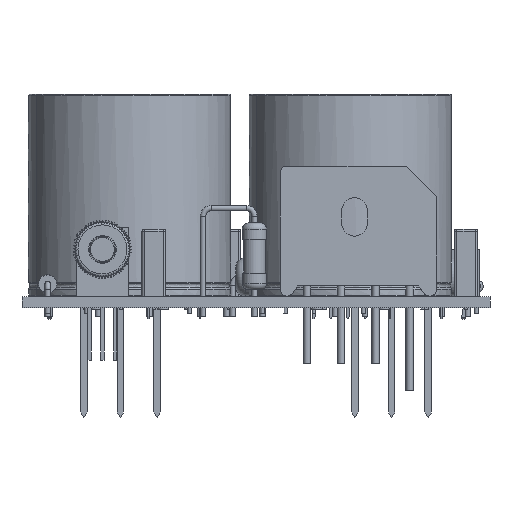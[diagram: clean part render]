
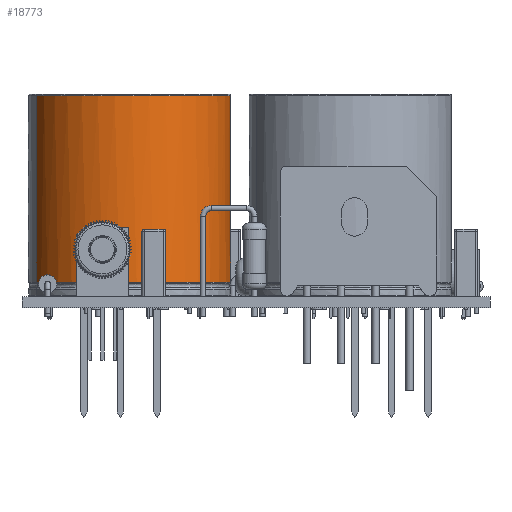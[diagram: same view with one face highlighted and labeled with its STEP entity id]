
A CAD part, front view. The second image highlights one B-rep face of the part: STEP entity #18773.
In plain terms, the highlighted cylindrical face has radius 15 mm (diameter 30 mm), a partial arc.
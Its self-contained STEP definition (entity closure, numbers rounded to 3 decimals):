
#18384 = VERTEX_POINT('',#18385);
#18385 = CARTESIAN_POINT('',(18.858,-5.74,
    2.135));
#18398 = EDGE_CURVE('',#18384,#18399,#18401,.T.);
#18399 = VERTEX_POINT('',#18400);
#18400 = CARTESIAN_POINT('',(18.858,5.74,
    2.135));
#18401 = B_SPLINE_CURVE_WITH_KNOTS('',13,(#18402,#18403,#18404,#18405,
    #18406,#18407,#18408,#18409,#18410,#18411,#18412,#18413,#18414,
    #18415,#18416,#18417,#18418,#18419,#18420,#18421,#18422,#18423,
    #18424,#18425,#18426,#18427,#18428,#18429,#18430,#18431,#18432,
    #18433,#18434,#18435,#18436,#18437,#18438,#18439),.UNSPECIFIED.,.F.,
  .F.,(14,12,12,14),(-3.514,0.,82.467,
    85.981),.UNSPECIFIED.);
#18402 = CARTESIAN_POINT('',(20.203,-2.494,
    2.135));
#18403 = CARTESIAN_POINT('',(20.099,-2.745,
    2.135));
#18404 = CARTESIAN_POINT('',(19.995,-2.997,
    2.135));
#18405 = CARTESIAN_POINT('',(19.891,-3.247,
    2.135));
#18406 = CARTESIAN_POINT('',(19.787,-3.498,
    2.135));
#18407 = CARTESIAN_POINT('',(19.683,-3.748,
    2.135));
#18408 = CARTESIAN_POINT('',(19.58,-3.998,
    2.135));
#18409 = CARTESIAN_POINT('',(19.476,-4.248,
    2.135));
#18410 = CARTESIAN_POINT('',(19.373,-4.497,2.135
    ));
#18411 = CARTESIAN_POINT('',(19.27,-4.747,
    2.135));
#18412 = CARTESIAN_POINT('',(19.167,-4.995,
    2.135));
#18413 = CARTESIAN_POINT('',(19.064,-5.244,
    2.135));
#18414 = CARTESIAN_POINT('',(18.961,-5.492,
    2.135));
#18415 = CARTESIAN_POINT('',(16.447,-11.56,
    2.135));
#18416 = CARTESIAN_POINT('',(11.354,-16.367,
    2.135));
#18417 = CARTESIAN_POINT('',(4.044,-18.693,
    2.135));
#18418 = CARTESIAN_POINT('',(-4.079,-17.394,
    2.135));
#18419 = CARTESIAN_POINT('',(-10.934,-12.415,
    2.135));
#18420 = CARTESIAN_POINT('',(-15.295,-4.727,
    2.135));
#18421 = CARTESIAN_POINT('',(-15.295,4.727,
    2.135));
#18422 = CARTESIAN_POINT('',(-10.934,12.415,
    2.135));
#18423 = CARTESIAN_POINT('',(-4.079,17.394,
    2.135));
#18424 = CARTESIAN_POINT('',(4.044,18.693,
    2.135));
#18425 = CARTESIAN_POINT('',(11.354,16.367,
    2.135));
#18426 = CARTESIAN_POINT('',(16.447,11.56,
    2.135));
#18427 = CARTESIAN_POINT('',(18.961,5.492,
    2.135));
#18428 = CARTESIAN_POINT('',(19.064,5.244,
    2.135));
#18429 = CARTESIAN_POINT('',(19.167,4.995,
    2.135));
#18430 = CARTESIAN_POINT('',(19.27,4.747,
    2.135));
#18431 = CARTESIAN_POINT('',(19.373,4.497,
    2.135));
#18432 = CARTESIAN_POINT('',(19.476,4.248,
    2.135));
#18433 = CARTESIAN_POINT('',(19.58,3.998,
    2.135));
#18434 = CARTESIAN_POINT('',(19.683,3.748,
    2.135));
#18435 = CARTESIAN_POINT('',(19.787,3.498,
    2.135));
#18436 = CARTESIAN_POINT('',(19.891,3.247,
    2.135));
#18437 = CARTESIAN_POINT('',(19.995,2.997,
    2.135));
#18438 = CARTESIAN_POINT('',(20.099,2.745,
    2.135));
#18439 = CARTESIAN_POINT('',(20.203,2.494,
    2.135));
#18773 = ADVANCED_FACE('',(#18774),#18800,.T.);
#18774 = FACE_BOUND('',#18775,.T.);
#18775 = EDGE_LOOP('',(#18776,#18787,#18793,#18794));
#18776 = ORIENTED_EDGE('',*,*,#18777,.T.);
#18777 = EDGE_CURVE('',#18778,#18780,#18782,.T.);
#18778 = VERTEX_POINT('',#18779);
#18779 = CARTESIAN_POINT('',(18.858,-5.74,29.8));
#18780 = VERTEX_POINT('',#18781);
#18781 = CARTESIAN_POINT('',(18.858,5.74,29.8));
#18782 = CIRCLE('',#18783,15.);
#18783 = AXIS2_PLACEMENT_3D('',#18784,#18785,#18786);
#18784 = CARTESIAN_POINT('',(5.,0.,29.8));
#18785 = DIRECTION('',(0.,-0.,-1.));
#18786 = DIRECTION('',(0.924,-0.383,0.));
#18787 = ORIENTED_EDGE('',*,*,#18788,.F.);
#18788 = EDGE_CURVE('',#18399,#18780,#18789,.T.);
#18789 = LINE('',#18790,#18791);
#18790 = CARTESIAN_POINT('',(18.858,5.74,2.));
#18791 = VECTOR('',#18792,1.);
#18792 = DIRECTION('',(0.,0.,1.));
#18793 = ORIENTED_EDGE('',*,*,#18398,.F.);
#18794 = ORIENTED_EDGE('',*,*,#18795,.T.);
#18795 = EDGE_CURVE('',#18384,#18778,#18796,.T.);
#18796 = LINE('',#18797,#18798);
#18797 = CARTESIAN_POINT('',(18.858,-5.74,2.));
#18798 = VECTOR('',#18799,1.);
#18799 = DIRECTION('',(0.,0.,1.));
#18800 = CYLINDRICAL_SURFACE('',#18801,15.);
#18801 = AXIS2_PLACEMENT_3D('',#18802,#18803,#18804);
#18802 = CARTESIAN_POINT('',(5.,0.,2.));
#18803 = DIRECTION('',(0.,0.,1.));
#18804 = DIRECTION('',(0.924,-0.383,0.));
